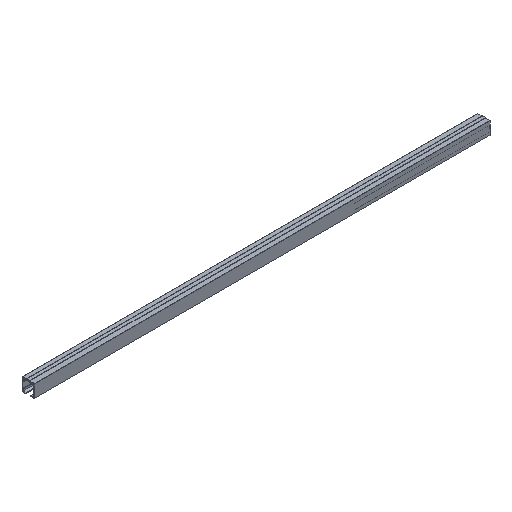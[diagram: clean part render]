
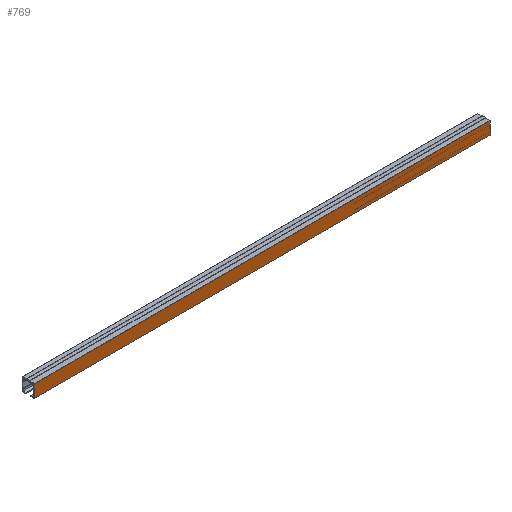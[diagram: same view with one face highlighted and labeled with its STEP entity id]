
A CAD part, isometric view. The second image highlights one B-rep face of the part: STEP entity #769.
In plain terms, the highlighted planar face has unit normal (0, -1, 0).
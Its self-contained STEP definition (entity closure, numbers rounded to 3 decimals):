
#35=FACE_OUTER_BOUND('',#74,.T.);
#74=EDGE_LOOP('',(#590,#591,#592,#593));
#121=LINE('',#1079,#224);
#165=LINE('',#1173,#268);
#167=LINE('',#1177,#270);
#168=LINE('',#1178,#271);
#224=VECTOR('',#865,1.);
#268=VECTOR('',#943,1.);
#270=VECTOR('',#947,1.);
#271=VECTOR('',#948,1000.);
#329=VERTEX_POINT('',#1076);
#330=VERTEX_POINT('',#1078);
#363=VERTEX_POINT('',#1172);
#364=VERTEX_POINT('',#1176);
#403=EDGE_CURVE('',#329,#330,#121,.T.);
#450=EDGE_CURVE('',#363,#330,#165,.T.);
#452=EDGE_CURVE('',#364,#329,#167,.T.);
#453=EDGE_CURVE('',#364,#363,#168,.T.);
#590=ORIENTED_EDGE('',*,*,#452,.F.);
#591=ORIENTED_EDGE('',*,*,#453,.T.);
#592=ORIENTED_EDGE('',*,*,#450,.T.);
#593=ORIENTED_EDGE('',*,*,#403,.F.);
#733=PLANE('',#815);
#769=ADVANCED_FACE('',(#35),#733,.F.);
#815=AXIS2_PLACEMENT_3D('',#1175,#945,#946);
#865=DIRECTION('',(0.,0.,-1.));
#943=DIRECTION('',(1.,0.,0.));
#945=DIRECTION('center_axis',(0.,1.,0.));
#946=DIRECTION('ref_axis',(1.,0.,0.));
#947=DIRECTION('',(1.,0.,0.));
#948=DIRECTION('',(0.,0.,-1.));
#1076=CARTESIAN_POINT('',(1100.,0.,31.5));
#1078=CARTESIAN_POINT('',(1100.,0.,1.34));
#1079=CARTESIAN_POINT('',(1100.,0.,31.5));
#1172=CARTESIAN_POINT('',(0.,0.,1.34));
#1173=CARTESIAN_POINT('',(1000.,0.,1.34));
#1175=CARTESIAN_POINT('Origin',(350.,0.,1.34));
#1176=CARTESIAN_POINT('',(0.,0.,31.5));
#1177=CARTESIAN_POINT('',(1000.,0.,31.5));
#1178=CARTESIAN_POINT('',(0.,0.,13.03));
